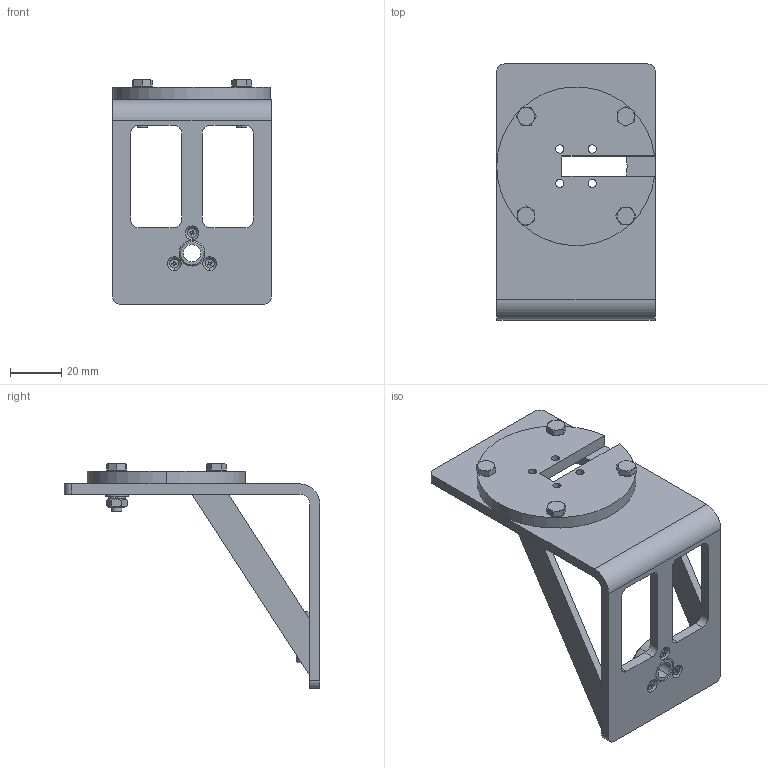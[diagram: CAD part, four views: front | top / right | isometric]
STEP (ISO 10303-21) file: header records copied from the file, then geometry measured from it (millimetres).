
FILE_DESCRIPTION (( 'STEP AP214' ), '1' );
FILE_NAME ('FMWAN028-LMT_3D.step', '2023-11-01T18:11:39', ( '' ), ( '' ), 'SwSTEP 2.0', 'SolidWorks 2022', '' );
FILE_SCHEMA (( 'AUTOMOTIVE_DESIGN' ));
Length unit declared in the file: inch
Products named in the file (10): Copy of spring lock washers--normal type gb_GB_FASTENER_WASHER_SW 4^FMWAN028-LMT; Copy of cross recessed countersunk head screws gb1_GB_CROSS_SCREWS_TYPE4 M2X8-6.8  H type-N^FMWAN028-LMT; FMWAN028-LMT_3D; Copy of hexagon head bolts-full thread gb_GB_FASTENER_BOLT_STBAB A M4X16-N^FMWAN028-LMT; Copy of Á¬½Ó·¨À¼^FMWAN028-LMT; Copy of Íä°å^FMWAN028-LMT; Copy of ½î°å^FMWAN028-LMT; Copy of 908ÂÝÄ¸^FMWAN028-LMT; Copy of hex nuts, style 1-grades ab gb_GB_FASTENER_NUT_SNAB1 M4-N^FMWAN028-LMT; Copy of plain washers-n series-grade a gb_GB_FASTENER_WASHER_PWNA 4^FMWAN028-LMT
Assembly tree (24 placements, depth 2):
  FMWAN028-LMT_3D
    Copy of Íä°å^FMWAN028-LMT
    Copy of 908ÂÝÄ¸^FMWAN028-LMT
    Copy of Á¬½Ó·¨À¼^FMWAN028-LMT
    Copy of ½î°å^FMWAN028-LMT  x2
    Copy of cross recessed countersunk head screws gb1_GB_CROSS_SCREWS_TYPE4 M2X8-6.8  H type-N^FMWAN028-LMT  x3
    Copy of hexagon head bolts-full thread gb_GB_FASTENER_BOLT_STBAB A M4X16-N^FMWAN028-LMT  x4
    Copy of plain washers-n series-grade a gb_GB_FASTENER_WASHER_PWNA 4^FMWAN028-LMT  x4
    Copy of spring lock washers--normal type gb_GB_FASTENER_WASHER_SW 4^FMWAN028-LMT  x4
    Copy of hex nuts, style 1-grades ab gb_GB_FASTENER_NUT_SNAB1 M4-N^FMWAN028-LMT  x4
Bounding box: 62 x 100 x 87.92 mm (x, y, z)
Volume: 52819.5 mm3; surface area: 35157.2 mm2
Topology: 24 solids, 24 shells, 410 faces, 961 edges, 612 vertices
Faces by surface type: plane 178, cylinder 144, cone 88
Entity records: 6311 total; most frequent: CARTESIAN_POINT 1100, DIRECTION 1059, ORIENTED_EDGE 918, EDGE_CURVE 459, AXIS2_PLACEMENT_3D 415, VERTEX_POINT 296, EDGE_LOOP 241, VECTOR 229
